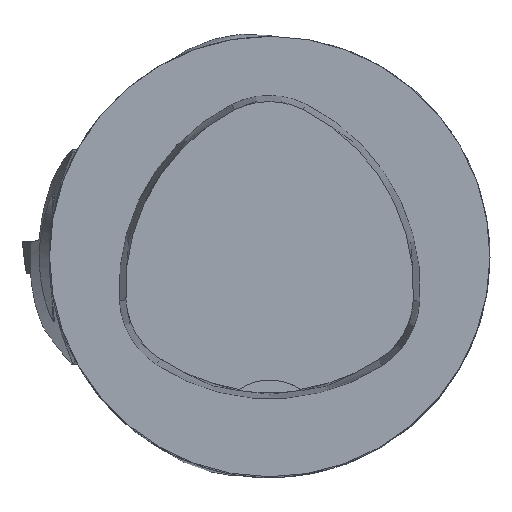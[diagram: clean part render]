
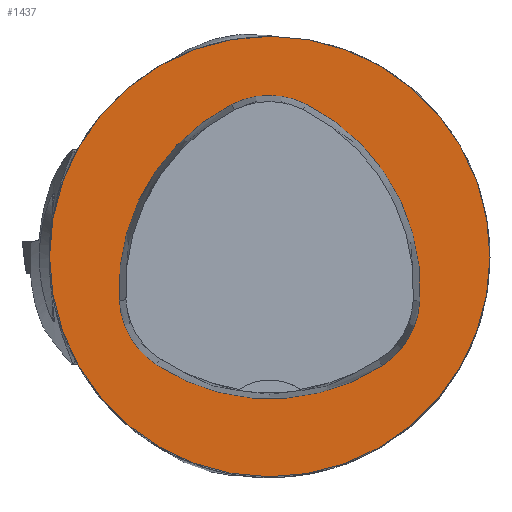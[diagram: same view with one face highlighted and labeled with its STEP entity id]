
A CAD part, top view. The second image highlights one B-rep face of the part: STEP entity #1437.
In plain terms, the highlighted planar face has unit normal (0, 0, 1).
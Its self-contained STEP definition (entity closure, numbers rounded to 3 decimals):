
#1052=PLANE('',#8285);
#1437=ADVANCED_FACE('',(#1903,#1904),#1052,.T.);
#1903=FACE_BOUND('',#2315,.T.);
#1904=FACE_BOUND('',#2316,.T.);
#2315=EDGE_LOOP('',(#5453,#5454,#5455,#5456,#5457,#5458));
#2316=EDGE_LOOP('',(#5459));
#5453=ORIENTED_EDGE('',*,*,#7430,.T.);
#5454=ORIENTED_EDGE('',*,*,#7410,.T.);
#5455=ORIENTED_EDGE('',*,*,#7414,.T.);
#5456=ORIENTED_EDGE('',*,*,#7417,.T.);
#5457=ORIENTED_EDGE('',*,*,#7420,.T.);
#5458=ORIENTED_EDGE('',*,*,#7428,.T.);
#5459=ORIENTED_EDGE('',*,*,#6515,.F.);
#5776=VERTEX_POINT('',#10584);
#6376=VERTEX_POINT('',#13243);
#6377=VERTEX_POINT('',#13244);
#6380=VERTEX_POINT('',#13252);
#6382=VERTEX_POINT('',#13258);
#6384=VERTEX_POINT('',#13264);
#6391=VERTEX_POINT('',#13285);
#6515=EDGE_CURVE('',#5776,#5776,#7568,.T.);
#7410=EDGE_CURVE('',#6376,#6377,#7714,.T.);
#7414=EDGE_CURVE('',#6377,#6380,#7716,.T.);
#7417=EDGE_CURVE('',#6380,#6382,#7718,.T.);
#7420=EDGE_CURVE('',#6382,#6384,#7720,.T.);
#7428=EDGE_CURVE('',#6384,#6391,#7724,.T.);
#7430=EDGE_CURVE('',#6391,#6376,#7726,.T.);
#7568=CIRCLE('',#7782,16.);
#7714=CIRCLE('',#8262,15.);
#7716=CIRCLE('',#8265,6.);
#7718=CIRCLE('',#8268,15.);
#7720=CIRCLE('',#8271,6.);
#7724=CIRCLE('',#8276,15.);
#7726=CIRCLE('',#8279,6.);
#7782=AXIS2_PLACEMENT_3D('',#10583,#8457,#8458);
#8262=AXIS2_PLACEMENT_3D('',#13242,#9896,#9897);
#8265=AXIS2_PLACEMENT_3D('',#13251,#9904,#9905);
#8268=AXIS2_PLACEMENT_3D('',#13257,#9911,#9912);
#8271=AXIS2_PLACEMENT_3D('',#13263,#9918,#9919);
#8276=AXIS2_PLACEMENT_3D('',#13286,#9930,#9931);
#8279=AXIS2_PLACEMENT_3D('',#13289,#9936,#9937);
#8285=AXIS2_PLACEMENT_3D('',#13295,#9948,#9949);
#8457=DIRECTION('',(0.,0.,-1.));
#8458=DIRECTION('',(-1.,0.,0.));
#9896=DIRECTION('',(0.,0.,-1.));
#9897=DIRECTION('',(-1.,0.,0.));
#9904=DIRECTION('',(0.,0.,-1.));
#9905=DIRECTION('',(-1.,0.,0.));
#9911=DIRECTION('',(0.,0.,-1.));
#9912=DIRECTION('',(-1.,0.,0.));
#9918=DIRECTION('',(0.,0.,-1.));
#9919=DIRECTION('',(-1.,0.,0.));
#9930=DIRECTION('',(0.,0.,-1.));
#9931=DIRECTION('',(-1.,0.,0.));
#9936=DIRECTION('',(0.,0.,-1.));
#9937=DIRECTION('',(-1.,0.,0.));
#9948=DIRECTION('',(0.,0.,1.));
#9949=DIRECTION('',(1.,0.,0.));
#10583=CARTESIAN_POINT('',(0.,0.,0.));
#10584=CARTESIAN_POINT('',(-16.,0.,0.));
#13242=CARTESIAN_POINT('',(4.048,-2.316,0.));
#13243=CARTESIAN_POINT('',(-10.926,-3.206,0.));
#13244=CARTESIAN_POINT('',(-2.774,11.043,0.));
#13251=CARTESIAN_POINT('',(-0.045,5.7,0.));
#13252=CARTESIAN_POINT('',(2.638,11.066,0.));
#13257=CARTESIAN_POINT('',(-4.07,-2.35,0.));
#13258=CARTESIAN_POINT('',(10.903,-3.249,0.));
#13263=CARTESIAN_POINT('',(4.914,-2.889,0.));
#13264=CARTESIAN_POINT('',(8.177,-7.924,0.));
#13285=CARTESIAN_POINT('',(-8.24,-7.859,0.));
#13286=CARTESIAN_POINT('',(0.019,4.663,0.));
#13289=CARTESIAN_POINT('',(-4.936,-2.85,0.));
#13295=CARTESIAN_POINT('',(0.,0.,0.));
